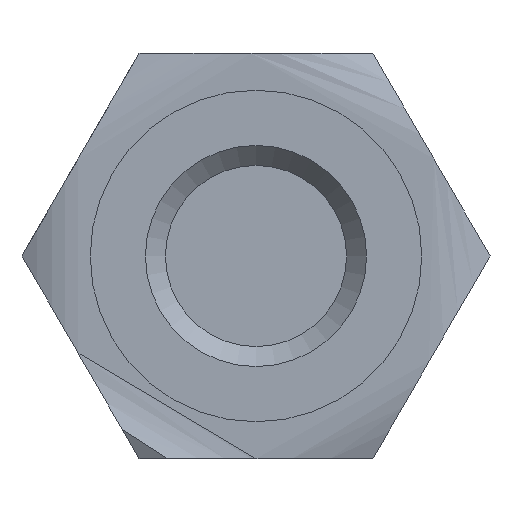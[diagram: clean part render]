
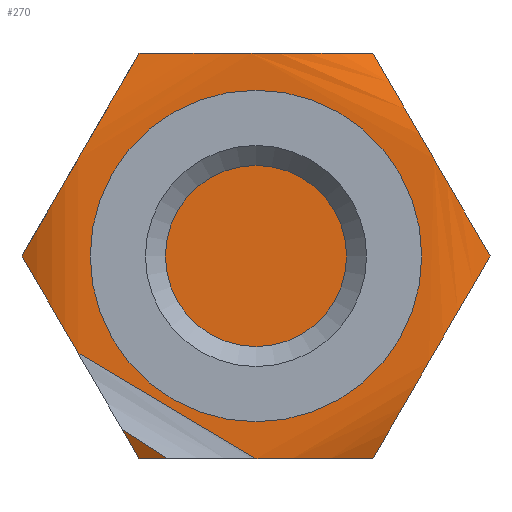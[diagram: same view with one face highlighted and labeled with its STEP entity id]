
A CAD part, left-side view. The second image highlights one B-rep face of the part: STEP entity #270.
In plain terms, the highlighted conical face has half-angle 60 degrees and reference radius 2.25 mm.
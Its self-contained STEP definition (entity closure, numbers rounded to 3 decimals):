
#88=(
BOUNDED_CURVE()
B_SPLINE_CURVE(2,(#336,#337,#338),.UNSPECIFIED.,.F.,.U.)
B_SPLINE_CURVE_WITH_KNOTS((3,3),(0.009,3.226),
 .UNSPECIFIED.)
CURVE()
GEOMETRIC_REPRESENTATION_ITEM()
RATIONAL_B_SPLINE_CURVE((1.001,1.156,1.001))
REPRESENTATION_ITEM('')
);
#89=(
BOUNDED_CURVE()
B_SPLINE_CURVE(2,(#344,#345,#346),.UNSPECIFIED.,.F.,.U.)
B_SPLINE_CURVE_WITH_KNOTS((3,3),(0.009,3.226),
 .UNSPECIFIED.)
CURVE()
GEOMETRIC_REPRESENTATION_ITEM()
RATIONAL_B_SPLINE_CURVE((1.001,1.156,1.001))
REPRESENTATION_ITEM('')
);
#90=(
BOUNDED_CURVE()
B_SPLINE_CURVE(2,(#352,#353,#354),.UNSPECIFIED.,.F.,.U.)
B_SPLINE_CURVE_WITH_KNOTS((3,3),(0.009,3.226),
 .UNSPECIFIED.)
CURVE()
GEOMETRIC_REPRESENTATION_ITEM()
RATIONAL_B_SPLINE_CURVE((1.001,1.156,1.001))
REPRESENTATION_ITEM('')
);
#91=(
BOUNDED_CURVE()
B_SPLINE_CURVE(2,(#383,#384,#385),.UNSPECIFIED.,.F.,.U.)
B_SPLINE_CURVE_WITH_KNOTS((3,3),(1.617,3.226),
 .UNSPECIFIED.)
CURVE()
GEOMETRIC_REPRESENTATION_ITEM()
RATIONAL_B_SPLINE_CURVE((1.078,1.078,1.001))
REPRESENTATION_ITEM('')
);
#92=(
BOUNDED_CURVE()
B_SPLINE_CURVE(2,(#386,#387,#388),.UNSPECIFIED.,.F.,.U.)
B_SPLINE_CURVE_WITH_KNOTS((3,3),(0.009,3.226),
 .UNSPECIFIED.)
CURVE()
GEOMETRIC_REPRESENTATION_ITEM()
RATIONAL_B_SPLINE_CURVE((1.001,1.156,1.001))
REPRESENTATION_ITEM('')
);
#93=(
BOUNDED_CURVE()
B_SPLINE_CURVE(2,(#390,#391,#392),.UNSPECIFIED.,.F.,.U.)
B_SPLINE_CURVE_WITH_KNOTS((3,3),(0.009,3.226),
 .UNSPECIFIED.)
CURVE()
GEOMETRIC_REPRESENTATION_ITEM()
RATIONAL_B_SPLINE_CURVE((1.001,1.156,1.001))
REPRESENTATION_ITEM('')
);
#94=(
BOUNDED_CURVE()
B_SPLINE_CURVE(2,(#393,#394,#395),.UNSPECIFIED.,.F.,.U.)
B_SPLINE_CURVE_WITH_KNOTS((3,3),(0.009,1.617),
 .UNSPECIFIED.)
CURVE()
GEOMETRIC_REPRESENTATION_ITEM()
RATIONAL_B_SPLINE_CURVE((1.001,1.078,1.078))
REPRESENTATION_ITEM('')
);
#103=CIRCLE('',#291,2.25);
#113=VERTEX_POINT('',#335);
#114=VERTEX_POINT('',#339);
#115=VERTEX_POINT('',#343);
#116=VERTEX_POINT('',#347);
#117=VERTEX_POINT('',#351);
#124=VERTEX_POINT('',#376);
#125=VERTEX_POINT('',#382);
#126=VERTEX_POINT('',#389);
#128=B_SPLINE_CURVE_WITH_KNOTS('',3,(#378,#379,#380,#381),.UNSPECIFIED.,
 .F.,.U.,(4,4),(0.192,0.481),.UNSPECIFIED.);
#140=EDGE_CURVE('',#114,#113,#88,.F.);
#143=EDGE_CURVE('',#116,#115,#89,.F.);
#146=EDGE_CURVE('',#115,#117,#90,.F.);
#156=EDGE_CURVE('',#124,#124,#103,.F.);
#157=EDGE_CURVE('',#125,#124,#128,.T.);
#158=EDGE_CURVE('',#125,#116,#91,.T.);
#159=EDGE_CURVE('',#117,#126,#92,.T.);
#160=EDGE_CURVE('',#126,#114,#93,.T.);
#161=EDGE_CURVE('',#113,#125,#94,.T.);
#207=ORIENTED_EDGE('',*,*,#157,.T.);
#208=ORIENTED_EDGE('',*,*,#156,.T.);
#209=ORIENTED_EDGE('',*,*,#157,.F.);
#210=ORIENTED_EDGE('',*,*,#158,.T.);
#211=ORIENTED_EDGE('',*,*,#143,.T.);
#212=ORIENTED_EDGE('',*,*,#146,.T.);
#213=ORIENTED_EDGE('',*,*,#159,.T.);
#214=ORIENTED_EDGE('',*,*,#160,.T.);
#215=ORIENTED_EDGE('',*,*,#140,.T.);
#216=ORIENTED_EDGE('',*,*,#161,.T.);
#242=EDGE_LOOP('',(#207,#208,#209,#210,#211,#212,#213,#214,#215,#216));
#257=FACE_BOUND('',#242,.T.);
#270=ADVANCED_FACE('',(#257),#448,.T.);
#291=AXIS2_PLACEMENT_3D('',#375,#437,#438);
#292=AXIS2_PLACEMENT_3D('',#377,#439,#440);
#335=CARTESIAN_POINT('',(0.534,1.588,-2.75));
#336=CARTESIAN_POINT('',(0.534,1.588,-2.75));
#337=CARTESIAN_POINT('',(0.076,2.382,-1.375));
#338=CARTESIAN_POINT('',(0.534,3.175,0.));
#339=CARTESIAN_POINT('',(0.534,3.175,0.));
#343=CARTESIAN_POINT('',(0.534,-3.175,0.));
#344=CARTESIAN_POINT('',(0.534,-3.175,0.));
#345=CARTESIAN_POINT('',(0.076,-2.382,-1.375));
#346=CARTESIAN_POINT('',(0.534,-1.588,-2.75));
#347=CARTESIAN_POINT('',(0.534,-1.588,-2.75));
#351=CARTESIAN_POINT('',(0.534,-1.588,2.75));
#352=CARTESIAN_POINT('',(0.534,-1.588,2.75));
#353=CARTESIAN_POINT('',(0.076,-2.382,1.375));
#354=CARTESIAN_POINT('',(0.534,-3.175,0.));
#375=CARTESIAN_POINT('',(0.,0.,0.));
#376=CARTESIAN_POINT('',(0.,0.,-2.25));
#377=CARTESIAN_POINT('',(0.,0.,0.));
#378=CARTESIAN_POINT('',(0.289,0.,-2.75));
#379=CARTESIAN_POINT('',(0.192,0.,-2.583));
#380=CARTESIAN_POINT('',(0.096,0.,-2.417));
#381=CARTESIAN_POINT('',(0.,0.,-2.25));
#382=CARTESIAN_POINT('',(0.289,0.,-2.75));
#383=CARTESIAN_POINT('',(0.289,0.,-2.75));
#384=CARTESIAN_POINT('',(0.289,-0.737,-2.75));
#385=CARTESIAN_POINT('',(0.534,-1.588,-2.75));
#386=CARTESIAN_POINT('',(0.534,-1.588,2.75));
#387=CARTESIAN_POINT('',(0.076,0.,2.75));
#388=CARTESIAN_POINT('',(0.534,1.588,2.75));
#389=CARTESIAN_POINT('',(0.534,1.588,2.75));
#390=CARTESIAN_POINT('',(0.534,1.588,2.75));
#391=CARTESIAN_POINT('',(0.076,2.382,1.375));
#392=CARTESIAN_POINT('',(0.534,3.175,0.));
#393=CARTESIAN_POINT('',(0.534,1.588,-2.75));
#394=CARTESIAN_POINT('',(0.289,0.737,-2.75));
#395=CARTESIAN_POINT('',(0.289,0.,-2.75));
#437=DIRECTION('',(-1.,0.,0.));
#438=DIRECTION('',(0.,0.,-2.25));
#439=DIRECTION('',(1.,0.,0.));
#440=DIRECTION('',(0.,0.,-2.25));
#448=CONICAL_SURFACE('',#292,2.25,1.047);
